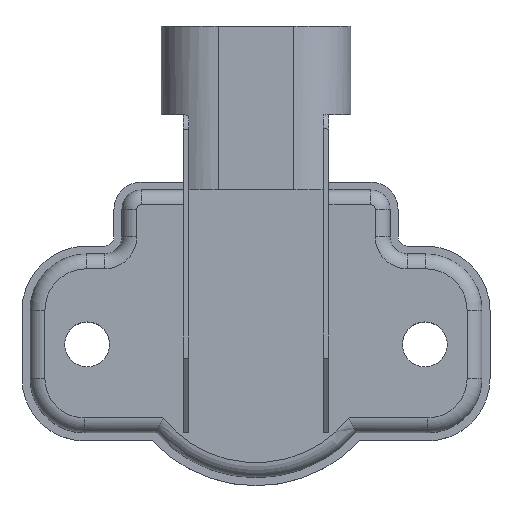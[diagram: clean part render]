
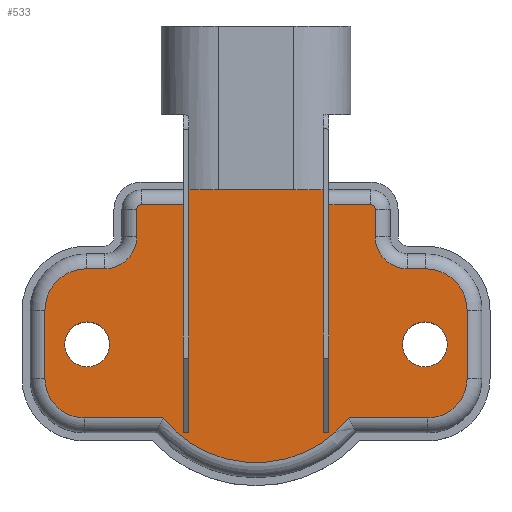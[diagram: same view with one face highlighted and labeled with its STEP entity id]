
A CAD part, top view. The second image highlights one B-rep face of the part: STEP entity #533.
In plain terms, the highlighted planar face has unit normal (0, 0, 1).
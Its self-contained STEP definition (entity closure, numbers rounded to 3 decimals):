
#482=VERTEX_POINT('',#483);
#483=CARTESIAN_POINT('',(-7.544,17.288,16.071));
#489=EDGE_CURVE('',#482,#490,#492,.F.);
#490=VERTEX_POINT('',#491);
#491=CARTESIAN_POINT('',(7.563,17.288,16.071));
#492=LINE('',#493,#494);
#493=CARTESIAN_POINT('',(-17.022,17.288,16.071));
#494=VECTOR('',#495,1.0);
#495=DIRECTION('',(-1.0,0.0,0.0));
#533=ADVANCED_FACE('',(#534,#744,#755),#766,.T.);
#534=FACE_BOUND('',#535,.T.);
#535=EDGE_LOOP('',(#536,#546,#554,#563,#571,#580,#588,#597,#605,#614,#622,#631,#639,#648,#656,#665,#673,#682,#690,#699,#707,#715,#723,#729,#730,#738));
#536=ORIENTED_EDGE('',*,*,#537,.T.);
#537=EDGE_CURVE('',#538,#540,#542,.F.);
#538=VERTEX_POINT('',#539);
#539=CARTESIAN_POINT('',(-8.184,-10.033,16.071));
#540=VERTEX_POINT('',#541);
#541=CARTESIAN_POINT('',(-8.184,15.617,16.071));
#542=LINE('',#543,#544);
#543=CARTESIAN_POINT('',(-8.184,-10.033,16.071));
#544=VECTOR('',#545,1.0);
#545=DIRECTION('',(0.0,-1.0,0.0));
#546=ORIENTED_EDGE('',*,*,#547,.T.);
#547=EDGE_CURVE('',#540,#548,#550,.F.);
#548=VERTEX_POINT('',#549);
#549=CARTESIAN_POINT('',(-12.922,15.617,16.071));
#550=LINE('',#551,#552);
#551=CARTESIAN_POINT('',(-17.022,15.617,16.071));
#552=VECTOR('',#553,1.0);
#553=DIRECTION('',(1.0,0.0,0.0));
#554=ORIENTED_EDGE('',*,*,#555,.T.);
#555=EDGE_CURVE('',#548,#556,#558,.T.);
#556=VERTEX_POINT('',#557);
#557=CARTESIAN_POINT('',(-13.414,15.125,16.071));
#558=CIRCLE('',#559,0.492);
#559=AXIS2_PLACEMENT_3D('',#560,#561,#562);
#560=CARTESIAN_POINT('',(-12.922,15.125,16.071));
#561=DIRECTION('',(0.0,0.0,1.0));
#562=DIRECTION('',(1.0,0.0,0.0));
#563=ORIENTED_EDGE('',*,*,#564,.T.);
#564=EDGE_CURVE('',#556,#565,#567,.F.);
#565=VERTEX_POINT('',#566);
#566=CARTESIAN_POINT('',(-13.414,12.024,16.071));
#567=LINE('',#568,#569);
#568=CARTESIAN_POINT('',(-13.414,12.024,16.071));
#569=VECTOR('',#570,1.0);
#570=DIRECTION('',(0.,1.0,0.0));
#571=ORIENTED_EDGE('',*,*,#572,.T.);
#572=EDGE_CURVE('',#565,#573,#575,.F.);
#573=VERTEX_POINT('',#574);
#574=CARTESIAN_POINT('',(-17.022,8.415,16.071));
#575=CIRCLE('',#576,3.608);
#576=AXIS2_PLACEMENT_3D('',#577,#578,#579);
#577=CARTESIAN_POINT('',(-17.022,12.024,16.071));
#578=DIRECTION('',(0.0,0.0,1.0));
#579=DIRECTION('',(1.0,0.0,0.0));
#580=ORIENTED_EDGE('',*,*,#581,.T.);
#581=EDGE_CURVE('',#573,#582,#584,.F.);
#582=VERTEX_POINT('',#583);
#583=CARTESIAN_POINT('',(-19.084,8.415,16.071));
#584=LINE('',#585,#586);
#585=CARTESIAN_POINT('',(-17.022,8.415,16.071));
#586=VECTOR('',#587,1.0);
#587=DIRECTION('',(1.0,0.0,0.0));
#588=ORIENTED_EDGE('',*,*,#589,.T.);
#589=EDGE_CURVE('',#582,#590,#592,.T.);
#590=VERTEX_POINT('',#591);
#591=CARTESIAN_POINT('',(-23.763,3.736,16.071));
#592=CIRCLE('',#593,4.679);
#593=AXIS2_PLACEMENT_3D('',#594,#595,#596);
#594=CARTESIAN_POINT('',(-19.084,3.736,16.071));
#595=DIRECTION('',(0.0,0.0,1.0));
#596=DIRECTION('',(1.0,0.0,0.0));
#597=ORIENTED_EDGE('',*,*,#598,.T.);
#598=EDGE_CURVE('',#590,#599,#601,.F.);
#599=VERTEX_POINT('',#600);
#600=CARTESIAN_POINT('',(-23.763,-3.917,16.071));
#601=LINE('',#602,#603);
#602=CARTESIAN_POINT('',(-23.763,12.024,16.071));
#603=VECTOR('',#604,1.0);
#604=DIRECTION('',(0.,1.0,0.0));
#605=ORIENTED_EDGE('',*,*,#606,.T.);
#606=EDGE_CURVE('',#599,#607,#609,.T.);
#607=VERTEX_POINT('',#608);
#608=CARTESIAN_POINT('',(-19.318,-8.363,16.071));
#609=CIRCLE('',#610,4.445);
#610=AXIS2_PLACEMENT_3D('',#611,#612,#613);
#611=CARTESIAN_POINT('',(-19.318,-3.917,16.071));
#612=DIRECTION('',(0.0,0.0,1.0));
#613=DIRECTION('',(1.0,0.0,0.0));
#614=ORIENTED_EDGE('',*,*,#615,.T.);
#615=EDGE_CURVE('',#607,#616,#618,.F.);
#616=VERTEX_POINT('',#617);
#617=CARTESIAN_POINT('',(-10.478,-8.363,16.071));
#618=LINE('',#619,#620);
#619=CARTESIAN_POINT('',(-17.022,-8.363,16.071));
#620=VECTOR('',#621,1.0);
#621=DIRECTION('',(-1.0,0.,0.0));
#622=ORIENTED_EDGE('',*,*,#623,.T.);
#623=EDGE_CURVE('',#616,#624,#626,.T.);
#624=VERTEX_POINT('',#625);
#625=CARTESIAN_POINT('',(10.478,-8.363,16.071));
#626=CIRCLE('',#627,13.406);
#627=AXIS2_PLACEMENT_3D('',#628,#629,#630);
#628=CARTESIAN_POINT('',(0.0,0.0,16.071));
#629=DIRECTION('',(0.0,0.0,1.0));
#630=DIRECTION('',(1.0,0.0,0.0));
#631=ORIENTED_EDGE('',*,*,#632,.T.);
#632=EDGE_CURVE('',#624,#633,#635,.F.);
#633=VERTEX_POINT('',#634);
#634=CARTESIAN_POINT('',(19.318,-8.363,16.071));
#635=LINE('',#636,#637);
#636=CARTESIAN_POINT('',(-17.022,-8.363,16.071));
#637=VECTOR('',#638,1.0);
#638=DIRECTION('',(-1.0,0.,0.0));
#639=ORIENTED_EDGE('',*,*,#640,.T.);
#640=EDGE_CURVE('',#633,#641,#643,.T.);
#641=VERTEX_POINT('',#642);
#642=CARTESIAN_POINT('',(23.763,-3.917,16.071));
#643=CIRCLE('',#644,4.445);
#644=AXIS2_PLACEMENT_3D('',#645,#646,#647);
#645=CARTESIAN_POINT('',(19.318,-3.917,16.071));
#646=DIRECTION('',(0.0,0.0,1.0));
#647=DIRECTION('',(1.0,0.0,0.0));
#648=ORIENTED_EDGE('',*,*,#649,.T.);
#649=EDGE_CURVE('',#641,#650,#652,.F.);
#650=VERTEX_POINT('',#651);
#651=CARTESIAN_POINT('',(23.763,3.736,16.071));
#652=LINE('',#653,#654);
#653=CARTESIAN_POINT('',(23.763,12.024,16.071));
#654=VECTOR('',#655,1.0);
#655=DIRECTION('',(0.,-1.0,0.0));
#656=ORIENTED_EDGE('',*,*,#657,.T.);
#657=EDGE_CURVE('',#650,#658,#660,.T.);
#658=VERTEX_POINT('',#659);
#659=CARTESIAN_POINT('',(19.084,8.415,16.071));
#660=CIRCLE('',#661,4.679);
#661=AXIS2_PLACEMENT_3D('',#662,#663,#664);
#662=CARTESIAN_POINT('',(19.084,3.736,16.071));
#663=DIRECTION('',(0.0,0.0,1.0));
#664=DIRECTION('',(1.0,0.0,0.0));
#665=ORIENTED_EDGE('',*,*,#666,.T.);
#666=EDGE_CURVE('',#658,#667,#669,.F.);
#667=VERTEX_POINT('',#668);
#668=CARTESIAN_POINT('',(17.022,8.415,16.071));
#669=LINE('',#670,#671);
#670=CARTESIAN_POINT('',(-17.022,8.415,16.071));
#671=VECTOR('',#672,1.0);
#672=DIRECTION('',(1.0,0.,0.0));
#673=ORIENTED_EDGE('',*,*,#674,.T.);
#674=EDGE_CURVE('',#667,#675,#677,.F.);
#675=VERTEX_POINT('',#676);
#676=CARTESIAN_POINT('',(13.414,12.024,16.071));
#677=CIRCLE('',#678,3.608);
#678=AXIS2_PLACEMENT_3D('',#679,#680,#681);
#679=CARTESIAN_POINT('',(17.022,12.024,16.071));
#680=DIRECTION('',(0.0,0.0,1.0));
#681=DIRECTION('',(1.0,0.0,0.0));
#682=ORIENTED_EDGE('',*,*,#683,.T.);
#683=EDGE_CURVE('',#675,#684,#686,.F.);
#684=VERTEX_POINT('',#685);
#685=CARTESIAN_POINT('',(13.414,15.125,16.071));
#686=LINE('',#687,#688);
#687=CARTESIAN_POINT('',(13.414,12.024,16.071));
#688=VECTOR('',#689,1.0);
#689=DIRECTION('',(0.,-1.0,0.0));
#690=ORIENTED_EDGE('',*,*,#691,.T.);
#691=EDGE_CURVE('',#684,#692,#694,.T.);
#692=VERTEX_POINT('',#693);
#693=CARTESIAN_POINT('',(12.922,15.617,16.071));
#694=CIRCLE('',#695,0.492);
#695=AXIS2_PLACEMENT_3D('',#696,#697,#698);
#696=CARTESIAN_POINT('',(12.922,15.125,16.071));
#697=DIRECTION('',(0.0,0.0,1.0));
#698=DIRECTION('',(1.0,0.0,0.0));
#699=ORIENTED_EDGE('',*,*,#700,.T.);
#700=EDGE_CURVE('',#692,#701,#703,.F.);
#701=VERTEX_POINT('',#702);
#702=CARTESIAN_POINT('',(8.205,15.617,16.071));
#703=LINE('',#704,#705);
#704=CARTESIAN_POINT('',(-17.022,15.617,16.071));
#705=VECTOR('',#706,1.0);
#706=DIRECTION('',(1.0,0.0,0.0));
#707=ORIENTED_EDGE('',*,*,#708,.T.);
#708=EDGE_CURVE('',#701,#709,#711,.F.);
#709=VERTEX_POINT('',#710);
#710=CARTESIAN_POINT('',(8.205,-10.033,16.071));
#711=LINE('',#712,#713);
#712=CARTESIAN_POINT('',(8.205,17.288,16.071));
#713=VECTOR('',#714,1.0);
#714=DIRECTION('',(0.0,1.0,0.0));
#715=ORIENTED_EDGE('',*,*,#716,.T.);
#716=EDGE_CURVE('',#709,#717,#719,.F.);
#717=VERTEX_POINT('',#718);
#718=CARTESIAN_POINT('',(7.563,-10.033,16.071));
#719=LINE('',#720,#721);
#720=CARTESIAN_POINT('',(7.563,-10.033,16.071));
#721=VECTOR('',#722,1.0);
#722=DIRECTION('',(1.0,0.0,0.0));
#723=ORIENTED_EDGE('',*,*,#724,.T.);
#724=EDGE_CURVE('',#717,#490,#725,.T.);
#725=LINE('',#726,#727);
#726=CARTESIAN_POINT('',(7.563,-10.033,16.071));
#727=VECTOR('',#728,1.0);
#728=DIRECTION('',(0.0,1.0,0.0));
#729=ORIENTED_EDGE('',*,*,#489,.F.);
#730=ORIENTED_EDGE('',*,*,#731,.T.);
#731=EDGE_CURVE('',#482,#732,#734,.T.);
#732=VERTEX_POINT('',#733);
#733=CARTESIAN_POINT('',(-7.544,-10.033,16.071));
#734=LINE('',#735,#736);
#735=CARTESIAN_POINT('',(-7.544,-10.033,16.071));
#736=VECTOR('',#737,1.0);
#737=DIRECTION('',(0.0,-1.0,0.0));
#738=ORIENTED_EDGE('',*,*,#739,.T.);
#739=EDGE_CURVE('',#732,#538,#740,.T.);
#740=LINE('',#741,#742);
#741=CARTESIAN_POINT('',(-7.544,-10.033,16.071));
#742=VECTOR('',#743,1.0);
#743=DIRECTION('',(-1.0,0.0,0.0));
#744=FACE_BOUND('',#745,.T.);
#745=EDGE_LOOP('',(#746));
#746=ORIENTED_EDGE('',*,*,#747,.T.);
#747=EDGE_CURVE('',#748,#748,#750,.F.);
#748=VERTEX_POINT('',#749);
#749=CARTESIAN_POINT('',(21.524,-0.092,16.071));
#750=CIRCLE('',#751,2.524);
#751=AXIS2_PLACEMENT_3D('',#752,#753,#754);
#752=CARTESIAN_POINT('',(19.0,-0.092,16.071));
#753=DIRECTION('',(0.0,0.0,1.0));
#754=DIRECTION('',(1.0,0.0,0.0));
#755=FACE_BOUND('',#756,.T.);
#756=EDGE_LOOP('',(#757));
#757=ORIENTED_EDGE('',*,*,#758,.T.);
#758=EDGE_CURVE('',#759,#759,#761,.F.);
#759=VERTEX_POINT('',#760);
#760=CARTESIAN_POINT('',(-16.476,-0.092,16.071));
#761=CIRCLE('',#762,2.524);
#762=AXIS2_PLACEMENT_3D('',#763,#764,#765);
#763=CARTESIAN_POINT('',(-19.0,-0.092,16.071));
#764=DIRECTION('',(0.0,0.0,1.0));
#765=DIRECTION('',(1.0,0.0,0.0));
#766=PLANE('',#767);
#767=AXIS2_PLACEMENT_3D('',#768,#769,#770);
#768=CARTESIAN_POINT('',(-17.022,12.024,16.071));
#769=DIRECTION('',(0.0,0.0,1.0));
#770=DIRECTION('',(1.0,0.0,0.0));
